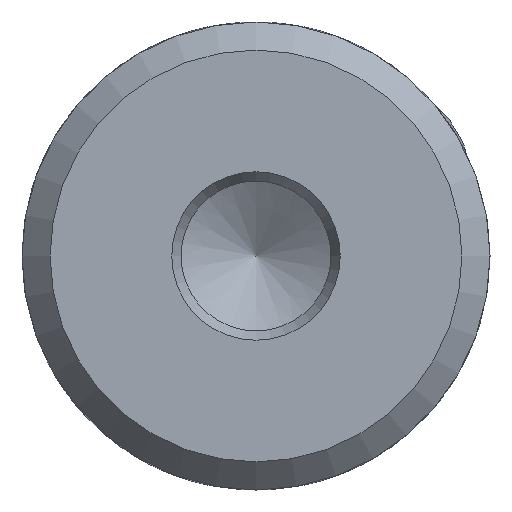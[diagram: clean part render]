
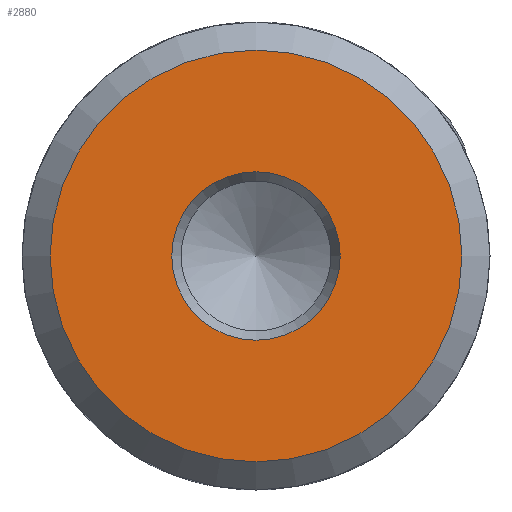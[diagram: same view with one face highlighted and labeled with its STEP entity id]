
A CAD part, left-side view. The second image highlights one B-rep face of the part: STEP entity #2880.
In plain terms, the highlighted planar face has unit normal (-1, 0, 0).
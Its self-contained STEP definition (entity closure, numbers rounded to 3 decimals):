
#91 = CIRCLE ( 'NONE', #1805, 11. ) ;
#227 = EDGE_LOOP ( 'NONE', ( #1709 ) ) ;
#519 = DIRECTION ( 'NONE',  ( -1., 0., 0. ) ) ;
#1662 = DIRECTION ( 'NONE',  ( 0., 0., -1. ) ) ;
#1709 = ORIENTED_EDGE ( 'NONE', *, *, #8091, .T. ) ;
#1805 = AXIS2_PLACEMENT_3D ( 'NONE', #7984, #519, #8653 ) ;
#2585 = CARTESIAN_POINT ( 'NONE',  ( 0., 4.5, 0. ) ) ;
#2603 = EDGE_CURVE ( 'NONE', #6120, #6120, #4821, .T. ) ;
#2616 = DIRECTION ( 'NONE',  ( -1., 0., 0. ) ) ;
#2880 = ADVANCED_FACE ( 'NONE', ( #8092, #6280 ), #6619, .F. ) ;
#3014 = DIRECTION ( 'NONE',  ( 1., 0., 0. ) ) ;
#4184 = CARTESIAN_POINT ( 'NONE',  ( 0., 0., 11. ) ) ;
#4509 = EDGE_LOOP ( 'NONE', ( #4783 ) ) ;
#4783 = ORIENTED_EDGE ( 'NONE', *, *, #2603, .F. ) ;
#4821 = CIRCLE ( 'NONE', #6614, 4.5 ) ;
#5331 = CARTESIAN_POINT ( 'NONE',  ( 0., 0., 4.5 ) ) ;
#5395 = VERTEX_POINT ( 'NONE', #4184 ) ;
#6120 = VERTEX_POINT ( 'NONE', #5331 ) ;
#6280 = FACE_OUTER_BOUND ( 'NONE', #227, .T. ) ;
#6614 = AXIS2_PLACEMENT_3D ( 'NONE', #7961, #2616, #8596 ) ;
#6619 = PLANE ( 'NONE',  #8048 ) ;
#7961 = CARTESIAN_POINT ( 'NONE',  ( 0., 0., 0. ) ) ;
#7984 = CARTESIAN_POINT ( 'NONE',  ( 0., 0., 0. ) ) ;
#8048 = AXIS2_PLACEMENT_3D ( 'NONE', #2585, #3014, #1662 ) ;
#8091 = EDGE_CURVE ( 'NONE', #5395, #5395, #91, .T. ) ;
#8092 = FACE_BOUND ( 'NONE', #4509, .T. ) ;
#8596 = DIRECTION ( 'NONE',  ( 0., 0., 1. ) ) ;
#8653 = DIRECTION ( 'NONE',  ( 0., 0., 1. ) ) ;
